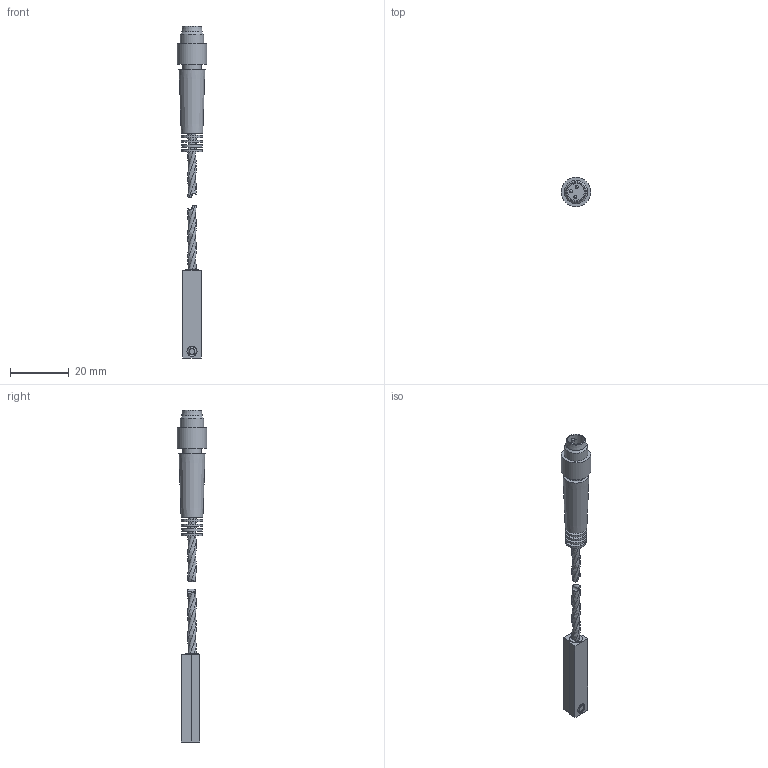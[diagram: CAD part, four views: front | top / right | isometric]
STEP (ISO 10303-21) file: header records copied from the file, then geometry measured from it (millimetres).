
FILE_DESCRIPTION((''),'2;1');
FILE_NAME('MZ070184.stp','2014-05-31T14:02:25',('Administrator'),(''),'Autodesk Inventor 11','Autodesk Inventor 11','');
FILE_SCHEMA(('AUTOMOTIVE_DESIGN { 1 0 10303 214 1 1 1 1 }'));
Length unit declared in the file: millimetre
Products named in the file (7): MZ070184; MZ070184 sensor; ipf M8 Stecker 3 pol Teflon; Korpus ipf stecker 3pol; Kranz; Kontakte ipf Stecker; Teflon 3mm
Assembly tree (8 placements, depth 3):
  MZ070184
    MZ070184 sensor
    ipf M8 Stecker 3 pol Teflon
      Korpus ipf stecker 3pol
      Kranz
      Kontakte ipf Stecker  x3
      Teflon 3mm
Bounding box: 10.06 x 10.06 x 113.44 mm (x, y, z)
Volume: 3378.1 mm3; surface area: 3464.8 mm2
Topology: 7 solids, 7 shells, 98 faces, 193 edges, 129 vertices
Faces by surface type: plane 48, cylinder 23, cone 12, bspline 12, sphere 3
Full cylindrical faces by diameter (mm): 0.5 x1, 1 x6, 2.5 x4, 3 x1, 4.325 x2, 5.8 x1, 6.4 x2, 8 x1, 10.1 x1
Entity records: 4463 total; most frequent: CARTESIAN_POINT 2545, DIRECTION 356, ORIENTED_EDGE 300, AXIS2_PLACEMENT_3D 155, EDGE_CURVE 150, EDGE_LOOP 146, VERTEX_POINT 120, FACE_OUTER_BOUND 92
